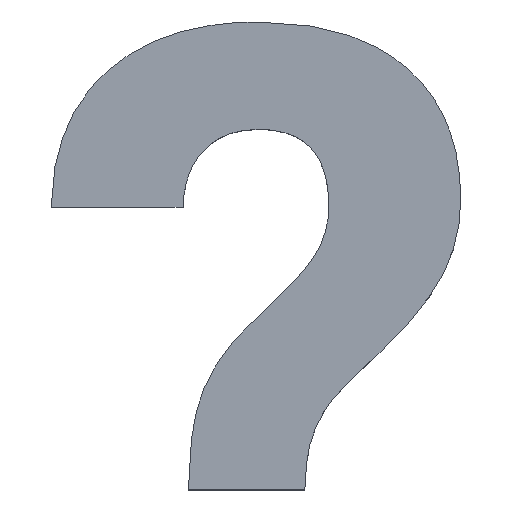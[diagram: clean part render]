
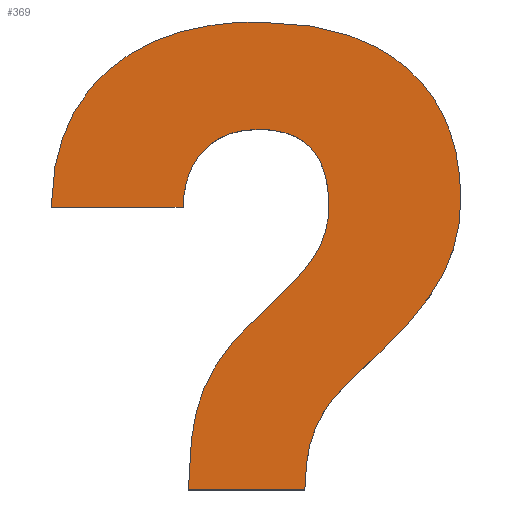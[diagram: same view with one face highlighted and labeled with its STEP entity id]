
A CAD part, top view. The second image highlights one B-rep face of the part: STEP entity #369.
In plain terms, the highlighted planar face has unit normal (0, 0, 1).
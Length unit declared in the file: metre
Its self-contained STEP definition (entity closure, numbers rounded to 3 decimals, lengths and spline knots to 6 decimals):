
#12=CIRCLE('',#386,0.000771);
#14=CIRCLE('',#390,0.000997);
#16=CIRCLE('',#394,0.000582);
#26=PLANE('',#397);
#29=LINE('',#478,#55);
#32=LINE('',#484,#58);
#36=LINE('',#496,#62);
#45=LINE('',#593,#71);
#55=VECTOR('',#404,1.);
#58=VECTOR('',#409,1.);
#62=VECTOR('',#421,1.);
#71=VECTOR('',#438,1.);
#169=ORIENTED_EDGE('',*,*,#187,.F.);
#170=ORIENTED_EDGE('',*,*,#191,.F.);
#171=ORIENTED_EDGE('',*,*,#194,.F.);
#172=ORIENTED_EDGE('',*,*,#197,.F.);
#173=ORIENTED_EDGE('',*,*,#200,.F.);
#174=ORIENTED_EDGE('',*,*,#203,.F.);
#175=ORIENTED_EDGE('',*,*,#206,.F.);
#176=ORIENTED_EDGE('',*,*,#209,.F.);
#177=ORIENTED_EDGE('',*,*,#212,.F.);
#178=ORIENTED_EDGE('',*,*,#215,.F.);
#179=ORIENTED_EDGE('',*,*,#218,.F.);
#180=ORIENTED_EDGE('',*,*,#221,.F.);
#181=ORIENTED_EDGE('',*,*,#224,.F.);
#182=ORIENTED_EDGE('',*,*,#227,.F.);
#183=ORIENTED_EDGE('',*,*,#230,.F.);
#184=ORIENTED_EDGE('',*,*,#233,.F.);
#185=ORIENTED_EDGE('',*,*,#236,.F.);
#186=ORIENTED_EDGE('',*,*,#239,.F.);
#187=EDGE_CURVE('',#241,#242,#277,.T.);
#191=EDGE_CURVE('',#245,#241,#29,.T.);
#194=EDGE_CURVE('',#247,#245,#32,.T.);
#197=EDGE_CURVE('',#249,#247,#12,.T.);
#200=EDGE_CURVE('',#251,#249,#36,.T.);
#203=EDGE_CURVE('',#253,#251,#279,.T.);
#206=EDGE_CURVE('',#255,#253,#14,.F.);
#209=EDGE_CURVE('',#257,#255,#281,.T.);
#212=EDGE_CURVE('',#259,#257,#283,.T.);
#215=EDGE_CURVE('',#261,#259,#285,.T.);
#218=EDGE_CURVE('',#263,#261,#287,.T.);
#221=EDGE_CURVE('',#265,#263,#45,.T.);
#224=EDGE_CURVE('',#267,#265,#289,.T.);
#227=EDGE_CURVE('',#269,#267,#291,.T.);
#230=EDGE_CURVE('',#271,#269,#293,.T.);
#233=EDGE_CURVE('',#273,#271,#16,.T.);
#236=EDGE_CURVE('',#275,#273,#295,.T.);
#239=EDGE_CURVE('',#242,#275,#297,.T.);
#241=VERTEX_POINT('',#468);
#242=VERTEX_POINT('',#469);
#245=VERTEX_POINT('',#479);
#247=VERTEX_POINT('',#485);
#249=VERTEX_POINT('',#491);
#251=VERTEX_POINT('',#497);
#253=VERTEX_POINT('',#512);
#255=VERTEX_POINT('',#520);
#257=VERTEX_POINT('',#535);
#259=VERTEX_POINT('',#552);
#261=VERTEX_POINT('',#569);
#263=VERTEX_POINT('',#586);
#265=VERTEX_POINT('',#594);
#267=VERTEX_POINT('',#609);
#269=VERTEX_POINT('',#626);
#271=VERTEX_POINT('',#643);
#273=VERTEX_POINT('',#651);
#275=VERTEX_POINT('',#666);
#277=B_SPLINE_CURVE_WITH_KNOTS('',2,(#465,#466,#467),.UNSPECIFIED.,.F.,
 .F.,(3,3),(0.,1.),.PIECEWISE_BEZIER_KNOTS.);
#279=B_SPLINE_CURVE_WITH_KNOTS('',2,(#509,#510,#511),.UNSPECIFIED.,.F.,
 .F.,(3,3),(0.,1.),.PIECEWISE_BEZIER_KNOTS.);
#281=B_SPLINE_CURVE_WITH_KNOTS('',2,(#532,#533,#534),.UNSPECIFIED.,.F.,
 .F.,(3,3),(0.,1.),.PIECEWISE_BEZIER_KNOTS.);
#283=B_SPLINE_CURVE_WITH_KNOTS('',2,(#549,#550,#551),.UNSPECIFIED.,.F.,
 .F.,(3,3),(0.,1.),.PIECEWISE_BEZIER_KNOTS.);
#285=B_SPLINE_CURVE_WITH_KNOTS('',2,(#566,#567,#568),.UNSPECIFIED.,.F.,
 .F.,(3,3),(0.,1.),.PIECEWISE_BEZIER_KNOTS.);
#287=B_SPLINE_CURVE_WITH_KNOTS('',2,(#583,#584,#585),.UNSPECIFIED.,.F.,
 .F.,(3,3),(0.,1.),.PIECEWISE_BEZIER_KNOTS.);
#289=B_SPLINE_CURVE_WITH_KNOTS('',2,(#606,#607,#608),.UNSPECIFIED.,.F.,
 .F.,(3,3),(0.,1.),.PIECEWISE_BEZIER_KNOTS.);
#291=B_SPLINE_CURVE_WITH_KNOTS('',2,(#623,#624,#625),.UNSPECIFIED.,.F.,
 .F.,(3,3),(0.,1.),.PIECEWISE_BEZIER_KNOTS.);
#293=B_SPLINE_CURVE_WITH_KNOTS('',2,(#640,#641,#642),.UNSPECIFIED.,.F.,
 .F.,(3,3),(0.,1.),.PIECEWISE_BEZIER_KNOTS.);
#295=B_SPLINE_CURVE_WITH_KNOTS('',2,(#663,#664,#665),.UNSPECIFIED.,.F.,
 .F.,(3,3),(0.,1.),.PIECEWISE_BEZIER_KNOTS.);
#297=B_SPLINE_CURVE_WITH_KNOTS('',2,(#680,#681,#682),.UNSPECIFIED.,.F.,
 .F.,(3,3),(0.,1.),.PIECEWISE_BEZIER_KNOTS.);
#318=EDGE_LOOP('',(#169,#170,#171,#172,#173,#174,#175,#176,#177,#178,#179,
#180,#181,#182,#183,#184,#185,#186));
#338=FACE_BOUND('',#318,.T.);
#369=ADVANCED_FACE('',(#338),#26,.T.);
#386=AXIS2_PLACEMENT_3D('',#490,#414,#415);
#390=AXIS2_PLACEMENT_3D('',#519,#427,#428);
#394=AXIS2_PLACEMENT_3D('',#650,#446,#447);
#397=AXIS2_PLACEMENT_3D('',#687,#454,#455);
#404=DIRECTION('',(-1.,0.,0.));
#409=DIRECTION('',(-0.068,-0.998,0.));
#414=DIRECTION('',(0.,0.,1.));
#415=DIRECTION('',(1.,0.,0.));
#421=DIRECTION('',(-0.724,-0.69,0.));
#427=DIRECTION('',(0.,0.,1.));
#428=DIRECTION('',(1.,0.,0.));
#438=DIRECTION('',(-1.,0.,0.));
#446=DIRECTION('',(0.,0.,1.));
#447=DIRECTION('',(1.,0.,0.));
#454=DIRECTION('',(0.,0.,1.));
#455=DIRECTION('',(1.,0.,0.));
#465=CARTESIAN_POINT('',(0.076135,-0.045732,0.0095));
#466=CARTESIAN_POINT('',(0.076135,-0.045337,0.0095));
#467=CARTESIAN_POINT('',(0.076231,-0.045103,0.0095));
#468=CARTESIAN_POINT('',(0.076135,-0.045732,0.0095));
#469=CARTESIAN_POINT('',(0.076231,-0.045103,0.0095));
#478=CARTESIAN_POINT('',(0.076497,-0.045732,0.0095));
#479=CARTESIAN_POINT('',(0.076858,-0.045732,0.0095));
#484=CARTESIAN_POINT('',(0.076864,-0.045646,0.0095));
#485=CARTESIAN_POINT('',(0.07687,-0.04556,0.0095));
#490=CARTESIAN_POINT('',(0.077636,-0.045648,0.0095));
#491=CARTESIAN_POINT('',(0.077116,-0.045077,0.0095));
#496=CARTESIAN_POINT('',(0.07723,-0.044968,0.0095));
#497=CARTESIAN_POINT('',(0.077345,-0.044859,0.0095));
#509=CARTESIAN_POINT('',(0.077721,-0.044386,0.0095));
#510=CARTESIAN_POINT('',(0.077613,-0.044599,0.0095));
#511=CARTESIAN_POINT('',(0.077345,-0.044859,0.0095));
#512=CARTESIAN_POINT('',(0.077721,-0.044386,0.0095));
#519=CARTESIAN_POINT('',(0.07683,-0.043937,0.0095));
#520=CARTESIAN_POINT('',(0.077828,-0.043932,0.0095));
#532=CARTESIAN_POINT('',(0.077497,-0.043114,0.0095));
#533=CARTESIAN_POINT('',(0.077828,-0.043404,0.0095));
#534=CARTESIAN_POINT('',(0.077828,-0.043932,0.0095));
#535=CARTESIAN_POINT('',(0.077497,-0.043114,0.0095));
#549=CARTESIAN_POINT('',(0.076568,-0.042824,0.0095));
#550=CARTESIAN_POINT('',(0.077167,-0.042824,0.0095));
#551=CARTESIAN_POINT('',(0.077497,-0.043114,0.0095));
#552=CARTESIAN_POINT('',(0.076568,-0.042824,0.0095));
#566=CARTESIAN_POINT('',(0.075631,-0.04313,0.0095));
#567=CARTESIAN_POINT('',(0.075974,-0.042824,0.0095));
#568=CARTESIAN_POINT('',(0.076568,-0.042824,0.0095));
#569=CARTESIAN_POINT('',(0.075631,-0.04313,0.0095));
#583=CARTESIAN_POINT('',(0.075282,-0.043975,0.0095));
#584=CARTESIAN_POINT('',(0.075288,-0.043435,0.0095));
#585=CARTESIAN_POINT('',(0.075631,-0.04313,0.0095));
#586=CARTESIAN_POINT('',(0.075282,-0.043975,0.0095));
#593=CARTESIAN_POINT('',(0.075692,-0.043975,0.0095));
#594=CARTESIAN_POINT('',(0.076101,-0.043975,0.0095));
#606=CARTESIAN_POINT('',(0.076233,-0.04362,0.0095));
#607=CARTESIAN_POINT('',(0.076107,-0.043749,0.0095));
#608=CARTESIAN_POINT('',(0.076101,-0.043975,0.0095));
#609=CARTESIAN_POINT('',(0.076233,-0.04362,0.0095));
#623=CARTESIAN_POINT('',(0.076568,-0.043492,0.0095));
#624=CARTESIAN_POINT('',(0.076358,-0.043492,0.0095));
#625=CARTESIAN_POINT('',(0.076233,-0.04362,0.0095));
#626=CARTESIAN_POINT('',(0.076568,-0.043492,0.0095));
#640=CARTESIAN_POINT('',(0.077008,-0.043969,0.0095));
#641=CARTESIAN_POINT('',(0.077008,-0.043492,0.0095));
#642=CARTESIAN_POINT('',(0.076568,-0.043492,0.0095));
#643=CARTESIAN_POINT('',(0.077008,-0.043969,0.0095));
#650=CARTESIAN_POINT('',(0.076427,-0.043968,0.0095));
#651=CARTESIAN_POINT('',(0.076924,-0.04427,0.0095));
#663=CARTESIAN_POINT('',(0.076583,-0.044641,0.0095));
#664=CARTESIAN_POINT('',(0.076839,-0.044413,0.0095));
#665=CARTESIAN_POINT('',(0.076924,-0.04427,0.0095));
#666=CARTESIAN_POINT('',(0.076583,-0.044641,0.0095));
#680=CARTESIAN_POINT('',(0.076231,-0.045103,0.0095));
#681=CARTESIAN_POINT('',(0.076328,-0.044868,0.0095));
#682=CARTESIAN_POINT('',(0.076583,-0.044641,0.0095));
#687=CARTESIAN_POINT('',(0.104891,-0.015824,0.0095));
